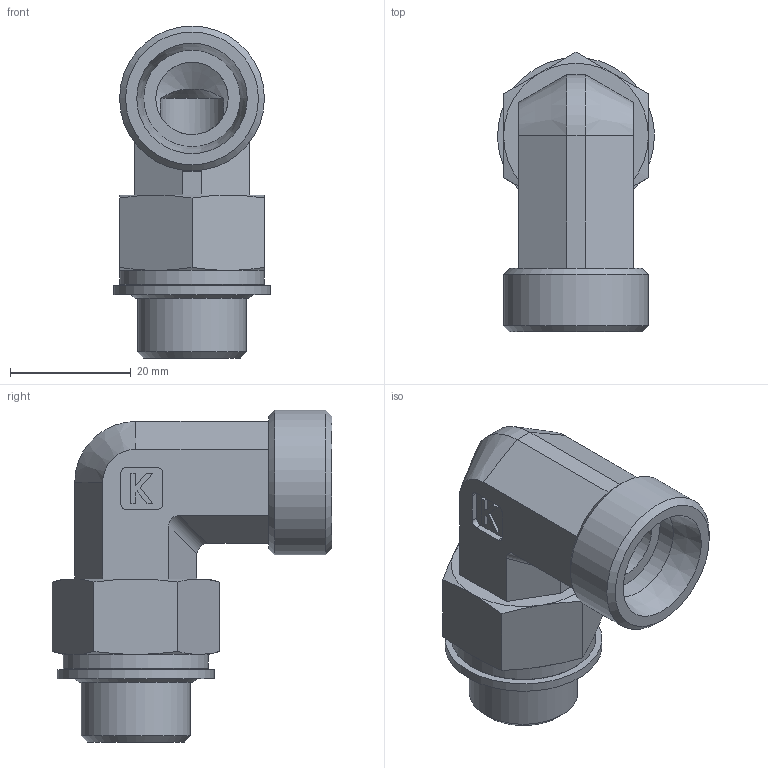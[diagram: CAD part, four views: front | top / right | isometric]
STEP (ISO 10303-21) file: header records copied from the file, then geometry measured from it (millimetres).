
FILE_DESCRIPTION((''),'2;1');
FILE_NAME('6715011824.stp','2015-02-06T14:03:09',(''),('KNOMI spol. s r. o.'),'Autodesk Inventor 2012','Autodesk Inventor 2012','');
FILE_SCHEMA(('AUTOMOTIVE_DESIGN { 1 2 10303 214 0 1 1 1 }'));
Length unit declared in the file: millimetre
Products named in the file (4): ÚPS M18/M24 GM500; 6785161824; 6755018; 7390018
Assembly tree (3 placements, depth 2):
  ÚPS M18/M24 GM500
    6785161824
    6755018
    7390018
Bounding box: 25.98 x 46.36 x 55 mm (x, y, z)
Volume: 19150.6 mm3; surface area: 11523.7 mm2
Topology: 3 solids, 3 shells, 98 faces, 227 edges, 143 vertices
Faces by surface type: plane 50, cone 27, cylinder 21
Full cylindrical faces by diameter (mm): 10.5 x1, 12 x1, 14.76 x1, 16 x1, 16.376 x1, 17.999 x1, 18 x2, 18.7 x2, 24 x2, 26 x1
Entity records: 2807 total; most frequent: CARTESIAN_POINT 535, DIRECTION 446, ORIENTED_EDGE 394, EDGE_CURVE 197, AXIS2_PLACEMENT_3D 172, VERTEX_POINT 137, EDGE_LOOP 136, VECTOR 102
